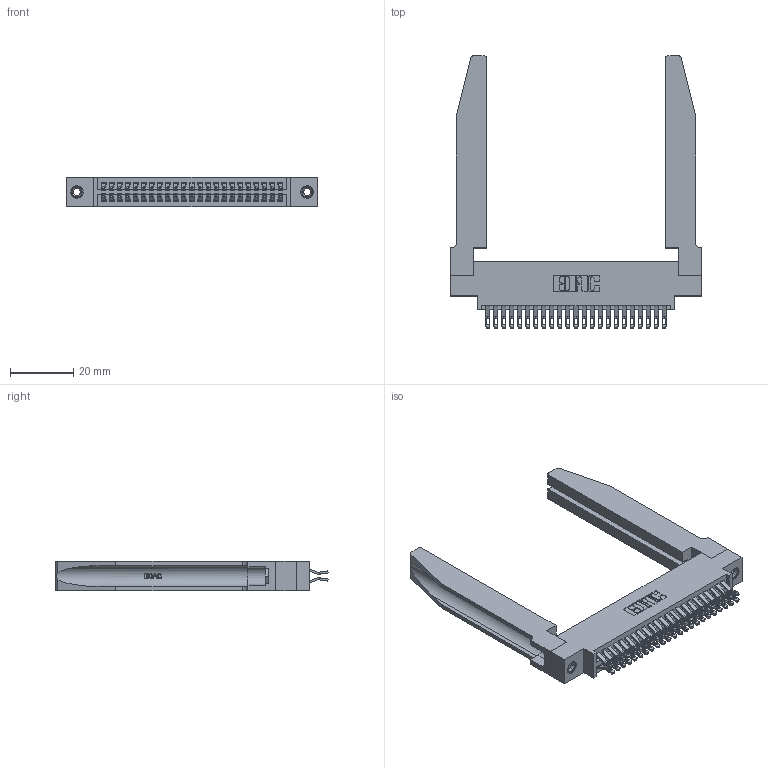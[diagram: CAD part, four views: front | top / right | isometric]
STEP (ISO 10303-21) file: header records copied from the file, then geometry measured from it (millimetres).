
FILE_DESCRIPTION (( 'STEP AP203' ), '1' );
FILE_NAME ('395-046-555-878.STEP', '2019-10-19T04:28:32', ( '' ), ( '' ), 'SwSTEP 2.0', 'SolidWorks 2016', '' );
FILE_SCHEMA (( 'CONFIG_CONTROL_DESIGN' ));
Length unit declared in the file: inch
Products named in the file (5): 345 Part_0.170 Offset - 0.156 Dia-TH; 345-292-001_555 Tail; 345-250-001_345-250-001-102; 345-220-078_345-220-078; 395-046-555-878
Assembly tree (51 placements, depth 2):
  395-046-555-878
    345 Part_0.170 Offset - 0.156 Dia-TH
    345-292-001_555 Tail  x46
    345-250-001_345-250-001-102  x2
    345-220-078_345-220-078  x2
Bounding box: 79.65 x 86.41 x 9.4 mm (x, y, z)
Volume: 15351.8 mm3; surface area: 18284.6 mm2
Topology: 51 solids, 51 shells, 2940 faces, 9103 edges, 6058 vertices
Faces by surface type: plane 1652, cylinder 1236, bspline 36, cone 12, torus 4
Entity records: 25802 total; most frequent: CARTESIAN_POINT 5297, ORIENTED_EDGE 4098, DIRECTION 3655, EDGE_CURVE 2049, VECTOR 1711, LINE 1711, VERTEX_POINT 1360, AXIS2_PLACEMENT_3D 972
